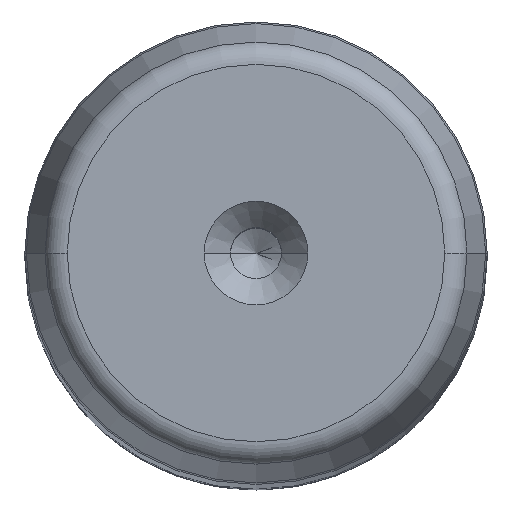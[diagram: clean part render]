
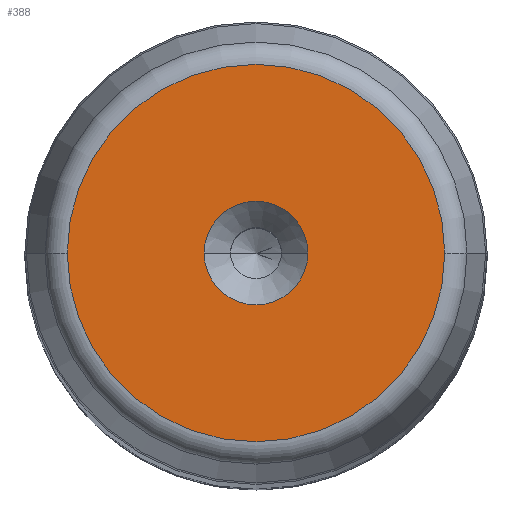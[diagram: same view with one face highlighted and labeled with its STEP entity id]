
A CAD part, top view. The second image highlights one B-rep face of the part: STEP entity #388.
In plain terms, the highlighted planar face has unit normal (0, 0, 1).
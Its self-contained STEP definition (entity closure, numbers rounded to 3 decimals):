
#32 = VERTEX_POINT ( 'NONE', #120 ) ;
#76 = DIRECTION ( 'NONE',  ( 0., 0., 1. ) ) ;
#119 = DIRECTION ( 'NONE',  ( 0., 0., 1. ) ) ;
#120 = CARTESIAN_POINT ( 'NONE',  ( 20.402, 0., 355. ) ) ;
#352 = EDGE_CURVE ( 'NONE', #810, #1934, #3187, .T. ) ;
#388 = ADVANCED_FACE ( 'NONE', ( #2606, #1722 ), #2302, .T. ) ;
#510 = EDGE_LOOP ( 'NONE', ( #1350, #607 ) ) ;
#587 = CARTESIAN_POINT ( 'NONE',  ( -5.6, 0., 355. ) ) ;
#607 = ORIENTED_EDGE ( 'NONE', *, *, #1318, .T. ) ;
#629 = CARTESIAN_POINT ( 'NONE',  ( 0., 0., 355. ) ) ;
#670 = EDGE_CURVE ( 'NONE', #32, #2784, #1562, .T. ) ;
#672 = AXIS2_PLACEMENT_3D ( 'NONE', #2548, #119, #2049 ) ;
#772 = CARTESIAN_POINT ( 'NONE',  ( 0., 0., 355. ) ) ;
#786 = EDGE_CURVE ( 'NONE', #1934, #810, #1799, .T. ) ;
#810 = VERTEX_POINT ( 'NONE', #2214 ) ;
#857 = CARTESIAN_POINT ( 'NONE',  ( -20.402, 0., 355. ) ) ;
#892 = CIRCLE ( 'NONE', #2757, 20.402 ) ;
#914 = DIRECTION ( 'NONE',  ( 1., 0., 0. ) ) ;
#1008 = DIRECTION ( 'NONE',  ( 1., 0., 0. ) ) ;
#1175 = CARTESIAN_POINT ( 'NONE',  ( 0., 0., 355. ) ) ;
#1197 = ORIENTED_EDGE ( 'NONE', *, *, #786, .F. ) ;
#1318 = EDGE_CURVE ( 'NONE', #2784, #32, #892, .T. ) ;
#1350 = ORIENTED_EDGE ( 'NONE', *, *, #670, .T. ) ;
#1382 = AXIS2_PLACEMENT_3D ( 'NONE', #2828, #76, #1795 ) ;
#1393 = DIRECTION ( 'NONE',  ( 0., 0., 1. ) ) ;
#1495 = AXIS2_PLACEMENT_3D ( 'NONE', #629, #1393, #914 ) ;
#1562 = CIRCLE ( 'NONE', #1495, 20.402 ) ;
#1722 = FACE_BOUND ( 'NONE', #3124, .T. ) ;
#1785 = ORIENTED_EDGE ( 'NONE', *, *, #352, .F. ) ;
#1795 = DIRECTION ( 'NONE',  ( 1., 0., 0. ) ) ;
#1799 = CIRCLE ( 'NONE', #2487, 5.6 ) ;
#1934 = VERTEX_POINT ( 'NONE', #587 ) ;
#1958 = DIRECTION ( 'NONE',  ( 0., 0., 1. ) ) ;
#2049 = DIRECTION ( 'NONE',  ( 1., 0., 0. ) ) ;
#2162 = DIRECTION ( 'NONE',  ( 1., 0., 0. ) ) ;
#2214 = CARTESIAN_POINT ( 'NONE',  ( 5.6, 0., 355. ) ) ;
#2302 = PLANE ( 'NONE',  #1382 ) ;
#2487 = AXIS2_PLACEMENT_3D ( 'NONE', #772, #1958, #1008 ) ;
#2548 = CARTESIAN_POINT ( 'NONE',  ( 0., 0., 355. ) ) ;
#2606 = FACE_OUTER_BOUND ( 'NONE', #510, .T. ) ;
#2757 = AXIS2_PLACEMENT_3D ( 'NONE', #1175, #2878, #2162 ) ;
#2784 = VERTEX_POINT ( 'NONE', #857 ) ;
#2828 = CARTESIAN_POINT ( 'NONE',  ( 0., 0., 355. ) ) ;
#2878 = DIRECTION ( 'NONE',  ( 0., 0., 1. ) ) ;
#3124 = EDGE_LOOP ( 'NONE', ( #1785, #1197 ) ) ;
#3187 = CIRCLE ( 'NONE', #672, 5.6 ) ;
